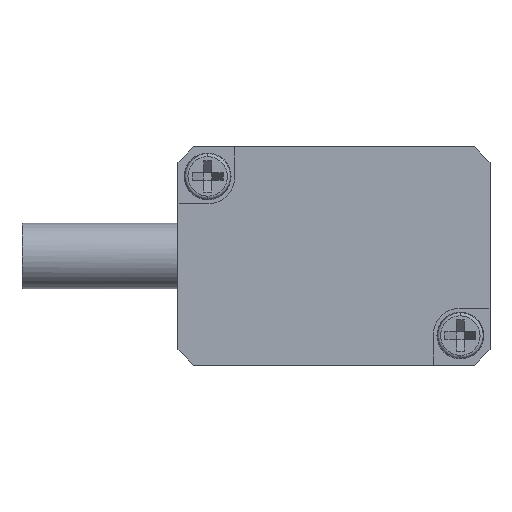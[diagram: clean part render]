
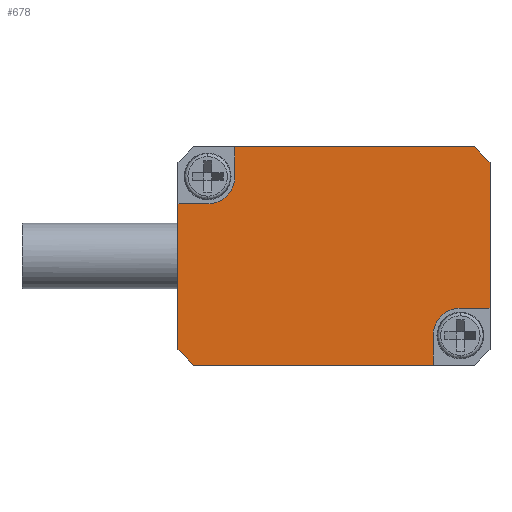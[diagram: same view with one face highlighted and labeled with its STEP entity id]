
A CAD part, left-side view. The second image highlights one B-rep face of the part: STEP entity #678.
In plain terms, the highlighted planar face has unit normal (-1, 0, 0).
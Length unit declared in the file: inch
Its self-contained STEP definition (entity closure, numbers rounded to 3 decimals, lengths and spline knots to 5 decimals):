
#23 = CARTESIAN_POINT ( 'NONE',  ( -0.31496, 0.7874, 0.13189 ) ) ;
#49 = EDGE_LOOP ( 'NONE', ( #2177, #1547, #2547, #211, #385, #628, #2166, #2693, #1012, #1044, #2526, #2273 ) ) ;
#91 = VERTEX_POINT ( 'NONE', #725 ) ;
#133 = DIRECTION ( 'NONE',  ( 0., 0., 1. ) ) ;
#162 = LINE ( 'NONE', #540, #1722 ) ;
#200 = VECTOR ( 'NONE', #577, 39.37008 ) ;
#211 = ORIENTED_EDGE ( 'NONE', *, *, #926, .F. ) ;
#257 = CARTESIAN_POINT ( 'NONE',  ( -0.31496, 0.6437, 0.20079 ) ) ;
#349 = LINE ( 'NONE', #1411, #1442 ) ;
#385 = ORIENTED_EDGE ( 'NONE', *, *, #2087, .F. ) ;
#394 = EDGE_CURVE ( 'NONE', #1736, #2210, #860, .T. ) ;
#540 = CARTESIAN_POINT ( 'NONE',  ( -0.31496, 0.74803, -0.27559 ) ) ;
#567 = CARTESIAN_POINT ( 'NONE',  ( -0.31496, 0., -0.13189 ) ) ;
#577 = DIRECTION ( 'NONE',  ( 0., 1., 0. ) ) ;
#587 = CARTESIAN_POINT ( 'NONE',  ( -0.31496, 0., 0.27559 ) ) ;
#588 = CARTESIAN_POINT ( 'NONE',  ( -0.31496, 0.7874, -0.23622 ) ) ;
#592 = AXIS2_PLACEMENT_3D ( 'NONE', #1712, #2355, #2129 ) ;
#628 = ORIENTED_EDGE ( 'NONE', *, *, #2411, .F. ) ;
#629 = LINE ( 'NONE', #1021, #971 ) ;
#678 = ADVANCED_FACE ( 'NONE', ( #1273 ), #2149, .F. ) ;
#690 = DIRECTION ( 'NONE',  ( 0., 0., 1. ) ) ;
#725 = CARTESIAN_POINT ( 'NONE',  ( -0.31496, 0.03937, 0.27559 ) ) ;
#785 = DIRECTION ( 'NONE',  ( 0., -0.707, -0.707 ) ) ;
#835 = CIRCLE ( 'NONE', #2007, 0.0689 ) ;
#839 = VECTOR ( 'NONE', #874, 39.37008 ) ;
#853 = CARTESIAN_POINT ( 'NONE',  ( -0.31496, 0.7126, 0.13189 ) ) ;
#857 = EDGE_CURVE ( 'NONE', #1396, #2091, #2648, .T. ) ;
#860 = LINE ( 'NONE', #2302, #839 ) ;
#866 = CARTESIAN_POINT ( 'NONE',  ( -0.31496, 0., 0. ) ) ;
#874 = DIRECTION ( 'NONE',  ( 0., 0., -1. ) ) ;
#915 = DIRECTION ( 'NONE',  ( 0., 1., 0. ) ) ;
#926 = EDGE_CURVE ( 'NONE', #2065, #2657, #2413, .T. ) ;
#966 = CARTESIAN_POINT ( 'NONE',  ( -0.31496, 0.7874, -0.23622 ) ) ;
#968 = LINE ( 'NONE', #2152, #2233 ) ;
#971 = VECTOR ( 'NONE', #2293, 39.37008 ) ;
#1011 = VECTOR ( 'NONE', #1413, 39.37008 ) ;
#1012 = ORIENTED_EDGE ( 'NONE', *, *, #857, .F. ) ;
#1021 = CARTESIAN_POINT ( 'NONE',  ( -0.31496, 0., 0.13189 ) ) ;
#1044 = ORIENTED_EDGE ( 'NONE', *, *, #1615, .F. ) ;
#1061 = EDGE_CURVE ( 'NONE', #1786, #1120, #835, .T. ) ;
#1120 = VERTEX_POINT ( 'NONE', #257 ) ;
#1168 = AXIS2_PLACEMENT_3D ( 'NONE', #866, #1287, #2324 ) ;
#1176 = CARTESIAN_POINT ( 'NONE',  ( -0.31496, 0.03937, 0.27559 ) ) ;
#1245 = DIRECTION ( 'NONE',  ( -1., 0., 0. ) ) ;
#1273 = FACE_OUTER_BOUND ( 'NONE', #49, .T. ) ;
#1287 = DIRECTION ( 'NONE',  ( 1., 0., 0. ) ) ;
#1326 = EDGE_CURVE ( 'NONE', #91, #1461, #1815, .T. ) ;
#1369 = CARTESIAN_POINT ( 'NONE',  ( -0.31496, 0.6437, 0.27559 ) ) ;
#1396 = VERTEX_POINT ( 'NONE', #2681 ) ;
#1398 = VECTOR ( 'NONE', #133, 39.37008 ) ;
#1409 = EDGE_CURVE ( 'NONE', #2657, #1786, #629, .T. ) ;
#1411 = CARTESIAN_POINT ( 'NONE',  ( -0.31496, 0., 0. ) ) ;
#1413 = DIRECTION ( 'NONE',  ( 0., -1., 0. ) ) ;
#1442 = VECTOR ( 'NONE', #1609, 39.37008 ) ;
#1461 = VERTEX_POINT ( 'NONE', #1700 ) ;
#1477 = CARTESIAN_POINT ( 'NONE',  ( -0.31496, 0.1437, -0.27559 ) ) ;
#1547 = ORIENTED_EDGE ( 'NONE', *, *, #1061, .F. ) ;
#1609 = DIRECTION ( 'NONE',  ( 0., 0., -1. ) ) ;
#1615 = EDGE_CURVE ( 'NONE', #1461, #1396, #349, .T. ) ;
#1652 = DIRECTION ( 'NONE',  ( 0., 0.707, 0.707 ) ) ;
#1675 = VERTEX_POINT ( 'NONE', #1369 ) ;
#1700 = CARTESIAN_POINT ( 'NONE',  ( -0.31496, 0., 0.23622 ) ) ;
#1712 = CARTESIAN_POINT ( 'NONE',  ( -0.31496, 0.0748, -0.20079 ) ) ;
#1722 = VECTOR ( 'NONE', #1652, 39.37008 ) ;
#1736 = VERTEX_POINT ( 'NONE', #2108 ) ;
#1786 = VERTEX_POINT ( 'NONE', #853 ) ;
#1815 = LINE ( 'NONE', #1176, #2491 ) ;
#1859 = LINE ( 'NONE', #587, #1011 ) ;
#1933 = VERTEX_POINT ( 'NONE', #2671 ) ;
#2003 = EDGE_CURVE ( 'NONE', #1120, #1675, #2555, .T. ) ;
#2007 = AXIS2_PLACEMENT_3D ( 'NONE', #2279, #1245, #2073 ) ;
#2009 = VECTOR ( 'NONE', #690, 39.37008 ) ;
#2065 = VERTEX_POINT ( 'NONE', #588 ) ;
#2073 = DIRECTION ( 'NONE',  ( 0., 0., 1. ) ) ;
#2087 = EDGE_CURVE ( 'NONE', #1933, #2065, #162, .T. ) ;
#2091 = VERTEX_POINT ( 'NONE', #2236 ) ;
#2108 = CARTESIAN_POINT ( 'NONE',  ( -0.31496, 0.1437, -0.20079 ) ) ;
#2129 = DIRECTION ( 'NONE',  ( 0., 0., 1. ) ) ;
#2149 = PLANE ( 'NONE',  #1168 ) ;
#2150 = CARTESIAN_POINT ( 'NONE',  ( -0.31496, 0.6437, 0. ) ) ;
#2152 = CARTESIAN_POINT ( 'NONE',  ( -0.31496, 0., -0.27559 ) ) ;
#2166 = ORIENTED_EDGE ( 'NONE', *, *, #394, .F. ) ;
#2177 = ORIENTED_EDGE ( 'NONE', *, *, #2003, .F. ) ;
#2209 = EDGE_CURVE ( 'NONE', #2091, #1736, #2550, .T. ) ;
#2210 = VERTEX_POINT ( 'NONE', #1477 ) ;
#2233 = VECTOR ( 'NONE', #915, 39.37008 ) ;
#2236 = CARTESIAN_POINT ( 'NONE',  ( -0.31496, 0.0748, -0.13189 ) ) ;
#2273 = ORIENTED_EDGE ( 'NONE', *, *, #2482, .F. ) ;
#2279 = CARTESIAN_POINT ( 'NONE',  ( -0.31496, 0.7126, 0.20079 ) ) ;
#2293 = DIRECTION ( 'NONE',  ( 0., -1., 0. ) ) ;
#2302 = CARTESIAN_POINT ( 'NONE',  ( -0.31496, 0.1437, 0. ) ) ;
#2324 = DIRECTION ( 'NONE',  ( 0., 0., -1. ) ) ;
#2355 = DIRECTION ( 'NONE',  ( -1., 0., 0. ) ) ;
#2411 = EDGE_CURVE ( 'NONE', #2210, #1933, #968, .T. ) ;
#2413 = LINE ( 'NONE', #966, #1398 ) ;
#2482 = EDGE_CURVE ( 'NONE', #1675, #91, #1859, .T. ) ;
#2491 = VECTOR ( 'NONE', #785, 39.37008 ) ;
#2526 = ORIENTED_EDGE ( 'NONE', *, *, #1326, .F. ) ;
#2547 = ORIENTED_EDGE ( 'NONE', *, *, #1409, .F. ) ;
#2550 = CIRCLE ( 'NONE', #592, 0.0689 ) ;
#2555 = LINE ( 'NONE', #2150, #2009 ) ;
#2648 = LINE ( 'NONE', #567, #200 ) ;
#2657 = VERTEX_POINT ( 'NONE', #23 ) ;
#2671 = CARTESIAN_POINT ( 'NONE',  ( -0.31496, 0.74803, -0.27559 ) ) ;
#2681 = CARTESIAN_POINT ( 'NONE',  ( -0.31496, 0., -0.13189 ) ) ;
#2693 = ORIENTED_EDGE ( 'NONE', *, *, #2209, .F. ) ;
